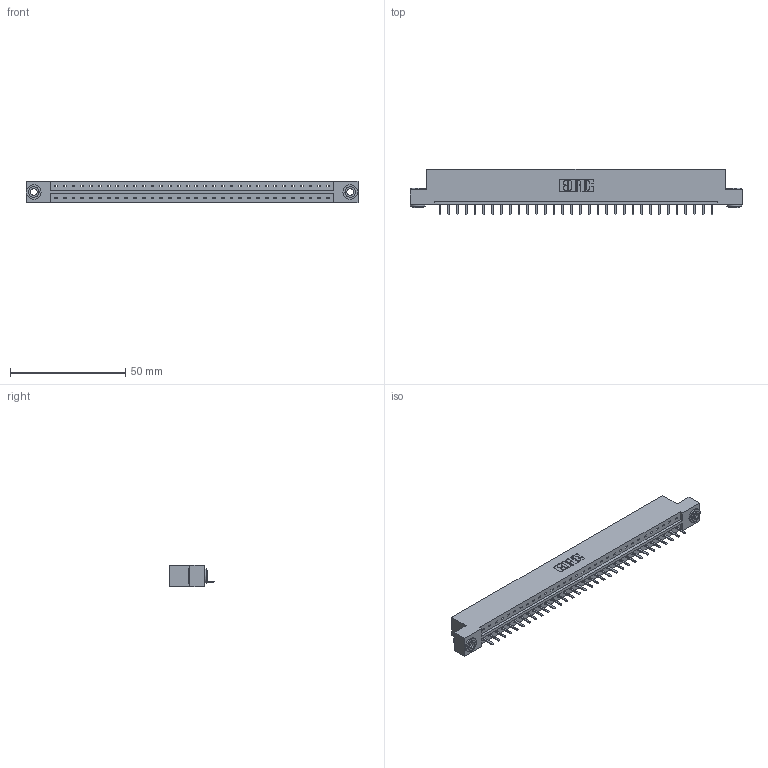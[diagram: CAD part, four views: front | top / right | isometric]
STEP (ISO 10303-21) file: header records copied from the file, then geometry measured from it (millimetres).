
FILE_DESCRIPTION (( 'STEP AP203' ), '1' );
FILE_NAME ('379-032-520-103.STEP', '2020-02-26T16:00:51', ( '' ), ( '' ), 'SwSTEP 2.0', 'SolidWorks 2016', '' );
FILE_SCHEMA (( 'CONFIG_CONTROL_DESIGN' ));
Length unit declared in the file: inch
Products named in the file (4): 345-292-001_345-293-120; 379-032-520-103; 345-250-002_345-250-002-102; 379 Part_Flush - .156 Dia - TH
Assembly tree (35 placements, depth 2):
  379-032-520-103
    379 Part_Flush - .156 Dia - TH
    345-292-001_345-293-120  x32
    345-250-002_345-250-002-102  x2
Bounding box: 144.15 x 19.68 x 9.53 mm (x, y, z)
Volume: 14952 mm3; surface area: 15150 mm2
Topology: 35 solids, 35 shells, 2136 faces, 6275 edges, 4094 vertices
Faces by surface type: plane 1488, cylinder 640, cone 8
Entity records: 21620 total; most frequent: CARTESIAN_POINT 3721, ORIENTED_EDGE 3670, DIRECTION 3181, EDGE_CURVE 1835, LINE 1679, VECTOR 1679, VERTEX_POINT 1218, AXIS2_PLACEMENT_3D 751
